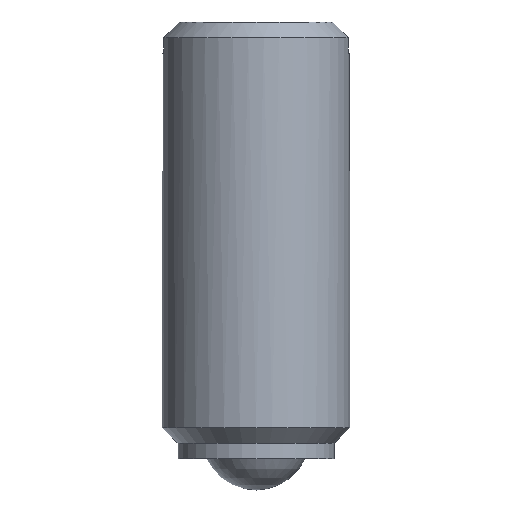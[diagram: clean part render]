
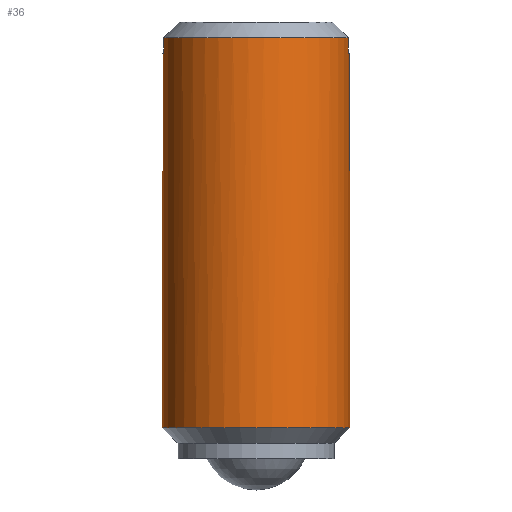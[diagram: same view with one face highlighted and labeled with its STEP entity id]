
A CAD part, left-side view. The second image highlights one B-rep face of the part: STEP entity #36.
In plain terms, the highlighted cylindrical face has radius 3 mm (diameter 6 mm), a full revolution.
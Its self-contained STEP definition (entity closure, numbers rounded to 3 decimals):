
#36 = ADVANCED_FACE( '', ( #77, #78 ), #79, .T. );
#77 = FACE_OUTER_BOUND( '', #124, .T. );
#78 = FACE_OUTER_BOUND( '', #125, .T. );
#79 = CYLINDRICAL_SURFACE( '', #126, 3. );
#124 = EDGE_LOOP( '', ( #165 ) );
#125 = EDGE_LOOP( '', ( #166, #167, #168, #169, #170, #171, #172, #173 ) );
#126 = AXIS2_PLACEMENT_3D( '', #174, #175, #176 );
#165 = ORIENTED_EDGE( '', *, *, #257, .T. );
#166 = ORIENTED_EDGE( '', *, *, #258, .T. );
#167 = ORIENTED_EDGE( '', *, *, #259, .T. );
#168 = ORIENTED_EDGE( '', *, *, #260, .T. );
#169 = ORIENTED_EDGE( '', *, *, #261, .T. );
#170 = ORIENTED_EDGE( '', *, *, #262, .T. );
#171 = ORIENTED_EDGE( '', *, *, #263, .T. );
#172 = ORIENTED_EDGE( '', *, *, #264, .T. );
#173 = ORIENTED_EDGE( '', *, *, #265, .T. );
#174 = CARTESIAN_POINT( '', ( 0., 0., 57.15 ) );
#175 = DIRECTION( '', ( 0., 0., -1. ) );
#176 = DIRECTION( '', ( 1., 0., 0. ) );
#257 = EDGE_CURVE( '', #291, #291, #292, .T. );
#258 = EDGE_CURVE( '', #293, #294, #295, .T. );
#259 = EDGE_CURVE( '', #294, #296, #297, .F. );
#260 = EDGE_CURVE( '', #296, #298, #299, .F. );
#261 = EDGE_CURVE( '', #298, #300, #301, .F. );
#262 = EDGE_CURVE( '', #300, #302, #303, .T. );
#263 = EDGE_CURVE( '', #302, #304, #305, .F. );
#264 = EDGE_CURVE( '', #304, #306, #307, .F. );
#265 = EDGE_CURVE( '', #306, #293, #308, .F. );
#291 = VERTEX_POINT( '', #341 );
#292 = CIRCLE( '', #342, 3. );
#293 = VERTEX_POINT( '', #343 );
#294 = VERTEX_POINT( '', #344 );
#295 = LINE( '', #345, #346 );
#296 = VERTEX_POINT( '', #347 );
#297 = CIRCLE( '', #348, 3. );
#298 = VERTEX_POINT( '', #349 );
#299 = LINE( '', #350, #351 );
#300 = VERTEX_POINT( '', #352 );
#301 = CIRCLE( '', #353, 3. );
#302 = VERTEX_POINT( '', #354 );
#303 = LINE( '', #355, #356 );
#304 = VERTEX_POINT( '', #357 );
#305 = CIRCLE( '', #358, 3. );
#306 = VERTEX_POINT( '', #359 );
#307 = LINE( '', #360, #361 );
#308 = CIRCLE( '', #362, 3. );
#341 = CARTESIAN_POINT( '', ( 3., 0., 2. ) );
#342 = AXIS2_PLACEMENT_3D( '', #410, #411, #412 );
#343 = CARTESIAN_POINT( '', ( -0.5, -2.958, 14. ) );
#344 = CARTESIAN_POINT( '', ( -0.5, -2.958, 14.5 ) );
#345 = CARTESIAN_POINT( '', ( -0.5, -2.958, 57.15 ) );
#346 = VECTOR( '', #413, 1000. );
#347 = CARTESIAN_POINT( '', ( -0.5, 2.958, 14.5 ) );
#348 = AXIS2_PLACEMENT_3D( '', #414, #415, #416 );
#349 = CARTESIAN_POINT( '', ( -0.5, 2.958, 14. ) );
#350 = CARTESIAN_POINT( '', ( -0.5, 2.958, 57.15 ) );
#351 = VECTOR( '', #417, 1000. );
#352 = CARTESIAN_POINT( '', ( 0.5, 2.958, 14. ) );
#353 = AXIS2_PLACEMENT_3D( '', #418, #419, #420 );
#354 = CARTESIAN_POINT( '', ( 0.5, 2.958, 14.5 ) );
#355 = CARTESIAN_POINT( '', ( 0.5, 2.958, 57.15 ) );
#356 = VECTOR( '', #421, 1000. );
#357 = CARTESIAN_POINT( '', ( 0.5, -2.958, 14.5 ) );
#358 = AXIS2_PLACEMENT_3D( '', #422, #423, #424 );
#359 = CARTESIAN_POINT( '', ( 0.5, -2.958, 14. ) );
#360 = CARTESIAN_POINT( '', ( 0.5, -2.958, 57.15 ) );
#361 = VECTOR( '', #425, 1000. );
#362 = AXIS2_PLACEMENT_3D( '', #426, #427, #428 );
#410 = CARTESIAN_POINT( '', ( 0., 0., 2. ) );
#411 = DIRECTION( '', ( 0., 0., 1. ) );
#412 = DIRECTION( '', ( 1., 0., 0. ) );
#413 = DIRECTION( '', ( 0., 0., 1. ) );
#414 = CARTESIAN_POINT( '', ( 0., 0., 14.5 ) );
#415 = DIRECTION( '', ( 0., 0., 1. ) );
#416 = DIRECTION( '', ( 1., 0., 0. ) );
#417 = DIRECTION( '', ( 0., 0., 1. ) );
#418 = CARTESIAN_POINT( '', ( 0., 0., 14. ) );
#419 = DIRECTION( '', ( 0., 0., 1. ) );
#420 = DIRECTION( '', ( 1., 0., 0. ) );
#421 = DIRECTION( '', ( 0., 0., 1. ) );
#422 = CARTESIAN_POINT( '', ( 0., 0., 14.5 ) );
#423 = DIRECTION( '', ( 0., 0., 1. ) );
#424 = DIRECTION( '', ( 1., 0., 0. ) );
#425 = DIRECTION( '', ( 0., 0., 1. ) );
#426 = CARTESIAN_POINT( '', ( 0., 0., 14. ) );
#427 = DIRECTION( '', ( 0., 0., 1. ) );
#428 = DIRECTION( '', ( 1., 0., 0. ) );
